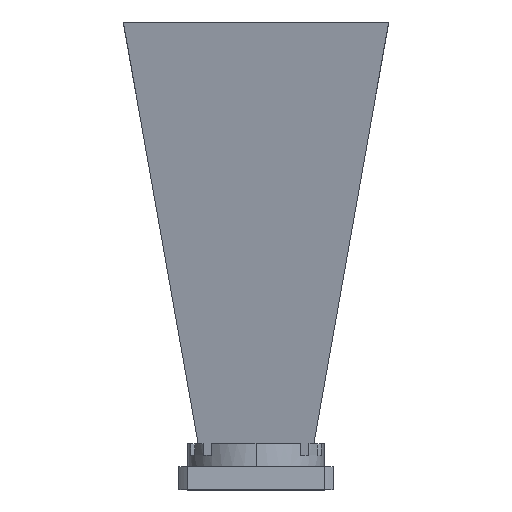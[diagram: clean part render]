
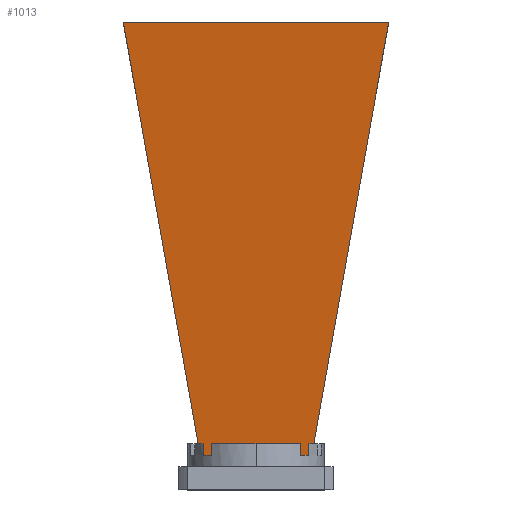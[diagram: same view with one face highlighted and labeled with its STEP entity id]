
A CAD part, top view. The second image highlights one B-rep face of the part: STEP entity #1013.
In plain terms, the highlighted planar face has unit normal (0, -0.153, 0.988).
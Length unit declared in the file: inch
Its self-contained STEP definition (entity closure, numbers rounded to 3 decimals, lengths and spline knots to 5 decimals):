
#18 = CARTESIAN_POINT ( 'NONE',  ( 0.482, 0.47486, 0.33318 ) ) ;
#24 = VERTEX_POINT ( 'NONE', #318 ) ;
#40 = DIRECTION ( 'NONE',  ( 0., 0.988, 0.153 ) ) ;
#62 = ORIENTED_EDGE ( 'NONE', *, *, #1168, .T. ) ;
#66 = PLANE ( 'NONE',  #2676 ) ;
#74 = CARTESIAN_POINT ( 'NONE',  ( 0.482, 0.375, 0.31774 ) ) ;
#131 = EDGE_CURVE ( 'NONE', #1225, #24, #2516, .T. ) ;
#133 = ORIENTED_EDGE ( 'NONE', *, *, #1256, .T. ) ;
#145 = CARTESIAN_POINT ( 'NONE',  ( -0.575, 0.5, 0.33707 ) ) ;
#241 = EDGE_CURVE ( 'NONE', #535, #1383, #1531, .T. ) ;
#248 = CARTESIAN_POINT ( 'NONE',  ( 0.575, 0.375, 0.31774 ) ) ;
#249 = VERTEX_POINT ( 'NONE', #454 ) ;
#273 = CARTESIAN_POINT ( 'NONE',  ( -1.30836, 0.5, 0.33707 ) ) ;
#301 = CARTESIAN_POINT ( 'NONE',  ( -0.575, 0.375, 0.31774 ) ) ;
#303 = VERTEX_POINT ( 'NONE', #2740 ) ;
#318 = CARTESIAN_POINT ( 'NONE',  ( 0.62846, 0.5, 0.33707 ) ) ;
#441 = VERTEX_POINT ( 'NONE', #1839 ) ;
#448 = FACE_OUTER_BOUND ( 'NONE', #955, .T. ) ;
#454 = CARTESIAN_POINT ( 'NONE',  ( -1.44028, 5.07029, 1.04403 ) ) ;
#475 = CARTESIAN_POINT ( 'NONE',  ( 5.83166, 0.375, 0.31774 ) ) ;
#489 = DIRECTION ( 'NONE',  ( -0.173, -0.973, -0.151 ) ) ;
#513 = VECTOR ( 'NONE', #1948, 39.37008 ) ;
#522 = ORIENTED_EDGE ( 'NONE', *, *, #1357, .T. ) ;
#535 = VERTEX_POINT ( 'NONE', #589 ) ;
#551 = LINE ( 'NONE', #2048, #1505 ) ;
#569 = VECTOR ( 'NONE', #2335, 39.37008 ) ;
#589 = CARTESIAN_POINT ( 'NONE',  ( -0.482, 0.5, 0.33707 ) ) ;
#597 = ORIENTED_EDGE ( 'NONE', *, *, #1030, .F. ) ;
#616 = DIRECTION ( 'NONE',  ( 1., 0., 0. ) ) ;
#639 = VERTEX_POINT ( 'NONE', #2560 ) ;
#646 = DIRECTION ( 'NONE',  ( 1., 0., 0. ) ) ;
#713 = ORIENTED_EDGE ( 'NONE', *, *, #1982, .T. ) ;
#732 = EDGE_CURVE ( 'NONE', #303, #249, #551, .T. ) ;
#859 = CARTESIAN_POINT ( 'NONE',  ( -0.482, 0.47486, 0.33318 ) ) ;
#864 = ORIENTED_EDGE ( 'NONE', *, *, #732, .T. ) ;
#870 = VECTOR ( 'NONE', #1667, 39.37008 ) ;
#899 = EDGE_CURVE ( 'NONE', #639, #535, #1690, .T. ) ;
#918 = DIRECTION ( 'NONE',  ( 0., 0.988, 0.153 ) ) ;
#953 = DIRECTION ( 'NONE',  ( 0.173, -0.973, -0.151 ) ) ;
#955 = EDGE_LOOP ( 'NONE', ( #133, #2318, #713, #2688, #2634, #1967, #522, #1997, #2405, #597, #864, #62 ) ) ;
#956 = EDGE_CURVE ( 'NONE', #2629, #1558, #1781, .T. ) ;
#1013 = ADVANCED_FACE ( 'NONE', ( #448 ), #66, .F. ) ;
#1030 = EDGE_CURVE ( 'NONE', #303, #24, #2382, .T. ) ;
#1088 = DIRECTION ( 'NONE',  ( 0., 0.988, 0.153 ) ) ;
#1093 = LINE ( 'NONE', #18, #2098 ) ;
#1107 = VECTOR ( 'NONE', #489, 39.37008 ) ;
#1113 = LINE ( 'NONE', #248, #2059 ) ;
#1144 = VECTOR ( 'NONE', #953, 39.37008 ) ;
#1148 = VECTOR ( 'NONE', #646, 39.37008 ) ;
#1168 = EDGE_CURVE ( 'NONE', #249, #441, #1203, .T. ) ;
#1203 = LINE ( 'NONE', #1438, #1144 ) ;
#1225 = VERTEX_POINT ( 'NONE', #1883 ) ;
#1256 = EDGE_CURVE ( 'NONE', #441, #2629, #1905, .T. ) ;
#1314 = DIRECTION ( 'NONE',  ( 0., -0.988, -0.153 ) ) ;
#1336 = CARTESIAN_POINT ( 'NONE',  ( 0.575, 0.47486, 0.33318 ) ) ;
#1338 = CARTESIAN_POINT ( 'NONE',  ( 0.76246, 1.25439, 0.45377 ) ) ;
#1345 = CARTESIAN_POINT ( 'NONE',  ( 0.482, 0.5, 0.33707 ) ) ;
#1357 = EDGE_CURVE ( 'NONE', #2527, #2182, #1113, .T. ) ;
#1383 = VERTEX_POINT ( 'NONE', #1345 ) ;
#1438 = CARTESIAN_POINT ( 'NONE',  ( -0.76246, 1.25439, 0.45377 ) ) ;
#1467 = CARTESIAN_POINT ( 'NONE',  ( -1.30836, 0.5, 0.33707 ) ) ;
#1505 = VECTOR ( 'NONE', #1600, 39.37008 ) ;
#1531 = LINE ( 'NONE', #273, #569 ) ;
#1558 = VERTEX_POINT ( 'NONE', #301 ) ;
#1600 = DIRECTION ( 'NONE',  ( -1., 0., 0. ) ) ;
#1637 = VECTOR ( 'NONE', #1088, 39.37008 ) ;
#1667 = DIRECTION ( 'NONE',  ( 1., 0., 0. ) ) ;
#1690 = LINE ( 'NONE', #859, #1637 ) ;
#1705 = LINE ( 'NONE', #2732, #1148 ) ;
#1721 = DIRECTION ( 'NONE',  ( 0., 0.153, -0.988 ) ) ;
#1727 = EDGE_CURVE ( 'NONE', #2182, #1225, #1744, .T. ) ;
#1744 = LINE ( 'NONE', #1336, #2498 ) ;
#1781 = LINE ( 'NONE', #2594, #513 ) ;
#1839 = CARTESIAN_POINT ( 'NONE',  ( -0.62846, 0.5, 0.33707 ) ) ;
#1883 = CARTESIAN_POINT ( 'NONE',  ( 0.575, 0.5, 0.33707 ) ) ;
#1905 = LINE ( 'NONE', #2741, #870 ) ;
#1915 = DIRECTION ( 'NONE',  ( 1., 0., 0. ) ) ;
#1948 = DIRECTION ( 'NONE',  ( 0., -0.988, -0.153 ) ) ;
#1967 = ORIENTED_EDGE ( 'NONE', *, *, #2419, .T. ) ;
#1982 = EDGE_CURVE ( 'NONE', #1558, #639, #1705, .T. ) ;
#1997 = ORIENTED_EDGE ( 'NONE', *, *, #1727, .T. ) ;
#2048 = CARTESIAN_POINT ( 'NONE',  ( 5.83166, 5.07029, 1.04403 ) ) ;
#2059 = VECTOR ( 'NONE', #1915, 39.37008 ) ;
#2098 = VECTOR ( 'NONE', #1314, 39.37008 ) ;
#2182 = VERTEX_POINT ( 'NONE', #2183 ) ;
#2183 = CARTESIAN_POINT ( 'NONE',  ( 0.575, 0.375, 0.31774 ) ) ;
#2318 = ORIENTED_EDGE ( 'NONE', *, *, #956, .T. ) ;
#2335 = DIRECTION ( 'NONE',  ( 1., 0., 0. ) ) ;
#2382 = LINE ( 'NONE', #1338, #1107 ) ;
#2405 = ORIENTED_EDGE ( 'NONE', *, *, #131, .T. ) ;
#2419 = EDGE_CURVE ( 'NONE', #1383, #2527, #1093, .T. ) ;
#2498 = VECTOR ( 'NONE', #918, 39.37008 ) ;
#2516 = LINE ( 'NONE', #1467, #2626 ) ;
#2527 = VERTEX_POINT ( 'NONE', #74 ) ;
#2560 = CARTESIAN_POINT ( 'NONE',  ( -0.482, 0.375, 0.31774 ) ) ;
#2594 = CARTESIAN_POINT ( 'NONE',  ( -0.575, 0.47486, 0.33318 ) ) ;
#2626 = VECTOR ( 'NONE', #616, 39.37008 ) ;
#2629 = VERTEX_POINT ( 'NONE', #145 ) ;
#2634 = ORIENTED_EDGE ( 'NONE', *, *, #241, .T. ) ;
#2676 = AXIS2_PLACEMENT_3D ( 'NONE', #475, #1721, #40 ) ;
#2688 = ORIENTED_EDGE ( 'NONE', *, *, #899, .T. ) ;
#2732 = CARTESIAN_POINT ( 'NONE',  ( -0.482, 0.375, 0.31774 ) ) ;
#2740 = CARTESIAN_POINT ( 'NONE',  ( 1.44028, 5.07029, 1.04403 ) ) ;
#2741 = CARTESIAN_POINT ( 'NONE',  ( -1.30836, 0.5, 0.33707 ) ) ;
